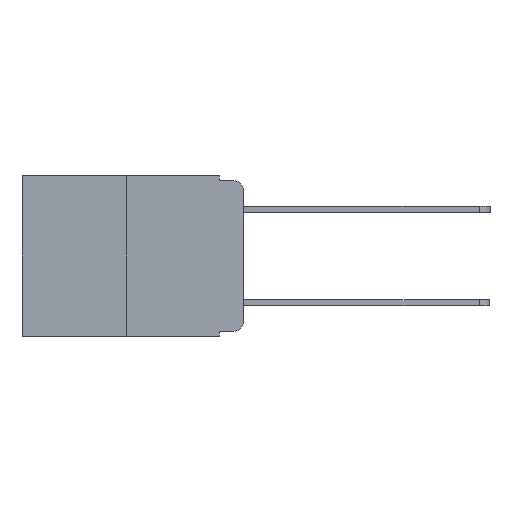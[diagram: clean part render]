
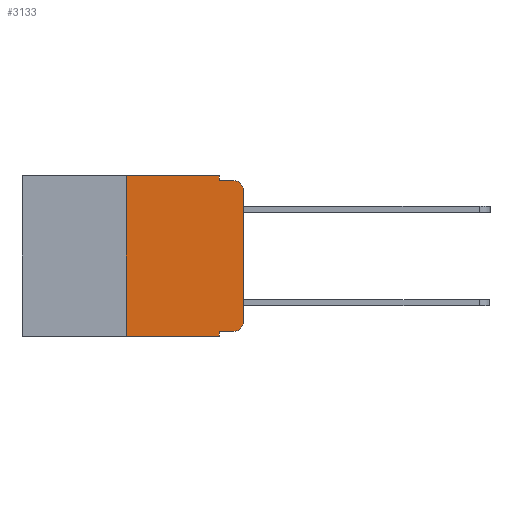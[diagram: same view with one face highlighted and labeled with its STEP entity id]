
A CAD part, left-side view. The second image highlights one B-rep face of the part: STEP entity #3133.
In plain terms, the highlighted planar face has unit normal (-1, 0, 0).
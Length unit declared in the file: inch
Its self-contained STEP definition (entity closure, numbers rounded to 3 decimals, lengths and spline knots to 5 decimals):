
#233 = EDGE_CURVE ( 'NONE', #2372, #1505, #11357, .T. ) ;
#1022 = EDGE_CURVE ( 'NONE', #3866, #8646, #6711, .T. ) ;
#1384 = VERTEX_POINT ( 'NONE', #3629 ) ;
#1432 = LINE ( 'NONE', #11833, #6792 ) ;
#1469 = VECTOR ( 'NONE', #11401, 39.37008 ) ;
#1505 = VERTEX_POINT ( 'NONE', #7970 ) ;
#2354 = AXIS2_PLACEMENT_3D ( 'NONE', #9177, #3359, #10108 ) ;
#2363 = DIRECTION ( 'NONE',  ( 0., 0., 1. ) ) ;
#2372 = VERTEX_POINT ( 'NONE', #6862 ) ;
#2590 = ORIENTED_EDGE ( 'NONE', *, *, #11870, .F. ) ;
#2915 = AXIS2_PLACEMENT_3D ( 'NONE', #11828, #6416, #12681 ) ;
#3133 = ADVANCED_FACE ( 'NONE', ( #9842 ), #4433, .F. ) ;
#3359 = DIRECTION ( 'NONE',  ( -1., 0., 0. ) ) ;
#3392 = CIRCLE ( 'NONE', #2354, 0.02 ) ;
#3629 = CARTESIAN_POINT ( 'NONE',  ( 0., 0., -0.313 ) ) ;
#3866 = VERTEX_POINT ( 'NONE', #7169 ) ;
#4183 = EDGE_CURVE ( 'NONE', #3866, #10758, #11713, .T. ) ;
#4219 = LINE ( 'NONE', #4898, #1469 ) ;
#4433 = PLANE ( 'NONE',  #2915 ) ;
#4473 = EDGE_LOOP ( 'NONE', ( #8066, #8350, #11326, #6797, #11610, #2590, #7932, #6943, #9977, #10270 ) ) ;
#4801 = LINE ( 'NONE', #9318, #9532 ) ;
#4898 = CARTESIAN_POINT ( 'NONE',  ( 0., 0.051, 0. ) ) ;
#5496 = CARTESIAN_POINT ( 'NONE',  ( 0., 0.473, -0.343 ) ) ;
#5533 = CARTESIAN_POINT ( 'NONE',  ( 0., 0.051, 0. ) ) ;
#5985 = CARTESIAN_POINT ( 'NONE',  ( 0., 0.051, -0.333 ) ) ;
#5987 = VERTEX_POINT ( 'NONE', #7149 ) ;
#6171 = EDGE_CURVE ( 'NONE', #10758, #1384, #3392, .T. ) ;
#6415 = CARTESIAN_POINT ( 'NONE',  ( 0., 0.473, 0. ) ) ;
#6416 = DIRECTION ( 'NONE',  ( 1., 0., 0. ) ) ;
#6418 = VECTOR ( 'NONE', #11085, 39.37008 ) ;
#6573 = VERTEX_POINT ( 'NONE', #12188 ) ;
#6711 = LINE ( 'NONE', #5533, #6418 ) ;
#6792 = VECTOR ( 'NONE', #12688, 39.37008 ) ;
#6797 = ORIENTED_EDGE ( 'NONE', *, *, #11286, .F. ) ;
#6807 = VERTEX_POINT ( 'NONE', #7896 ) ;
#6862 = CARTESIAN_POINT ( 'NONE',  ( 0., 0., -0.03 ) ) ;
#6943 = ORIENTED_EDGE ( 'NONE', *, *, #1022, .F. ) ;
#6967 = LINE ( 'NONE', #5496, #11506 ) ;
#7149 = CARTESIAN_POINT ( 'NONE',  ( 0., 0.25, -0.343 ) ) ;
#7169 = CARTESIAN_POINT ( 'NONE',  ( 0., 0.051, -0.333 ) ) ;
#7224 = DIRECTION ( 'NONE',  ( 0., -1., 0. ) ) ;
#7269 = VECTOR ( 'NONE', #7344, 39.37008 ) ;
#7344 = DIRECTION ( 'NONE',  ( 0., -1., 0. ) ) ;
#7896 = CARTESIAN_POINT ( 'NONE',  ( 0., 0.051, 0. ) ) ;
#7932 = ORIENTED_EDGE ( 'NONE', *, *, #10874, .T. ) ;
#7970 = CARTESIAN_POINT ( 'NONE',  ( 0., 0.02, -0.01 ) ) ;
#8066 = ORIENTED_EDGE ( 'NONE', *, *, #12454, .T. ) ;
#8100 = LINE ( 'NONE', #6415, #7269 ) ;
#8350 = ORIENTED_EDGE ( 'NONE', *, *, #233, .T. ) ;
#8646 = VERTEX_POINT ( 'NONE', #9107 ) ;
#8738 = DIRECTION ( 'NONE',  ( 0., -1., 0. ) ) ;
#8983 = VECTOR ( 'NONE', #7224, 39.37008 ) ;
#9057 = CARTESIAN_POINT ( 'NONE',  ( 0., 0.051, -0.01 ) ) ;
#9060 = VECTOR ( 'NONE', #8738, 39.37008 ) ;
#9107 = CARTESIAN_POINT ( 'NONE',  ( 0., 0.051, -0.343 ) ) ;
#9177 = CARTESIAN_POINT ( 'NONE',  ( 0., 0.02, -0.313 ) ) ;
#9318 = CARTESIAN_POINT ( 'NONE',  ( 0., 0.25, 0. ) ) ;
#9448 = DIRECTION ( 'NONE',  ( 0., 0., -1. ) ) ;
#9532 = VECTOR ( 'NONE', #2363, 39.37008 ) ;
#9656 = DIRECTION ( 'NONE',  ( -1., 0., 0. ) ) ;
#9675 = CARTESIAN_POINT ( 'NONE',  ( 0., 0.02, -0.03 ) ) ;
#9708 = CARTESIAN_POINT ( 'NONE',  ( 0., 0.051, -0.01 ) ) ;
#9842 = FACE_OUTER_BOUND ( 'NONE', #4473, .T. ) ;
#9977 = ORIENTED_EDGE ( 'NONE', *, *, #4183, .T. ) ;
#10108 = DIRECTION ( 'NONE',  ( 0., 0., -1. ) ) ;
#10270 = ORIENTED_EDGE ( 'NONE', *, *, #6171, .T. ) ;
#10498 = VERTEX_POINT ( 'NONE', #9708 ) ;
#10558 = LINE ( 'NONE', #9057, #8983 ) ;
#10729 = EDGE_CURVE ( 'NONE', #10498, #1505, #10558, .T. ) ;
#10758 = VERTEX_POINT ( 'NONE', #12610 ) ;
#10803 = EDGE_CURVE ( 'NONE', #6573, #6807, #8100, .T. ) ;
#10874 = EDGE_CURVE ( 'NONE', #5987, #8646, #6967, .T. ) ;
#11085 = DIRECTION ( 'NONE',  ( 0., 0., -1. ) ) ;
#11242 = AXIS2_PLACEMENT_3D ( 'NONE', #9675, #9656, #9448 ) ;
#11286 = EDGE_CURVE ( 'NONE', #6807, #10498, #4219, .T. ) ;
#11326 = ORIENTED_EDGE ( 'NONE', *, *, #10729, .F. ) ;
#11357 = CIRCLE ( 'NONE', #11242, 0.02 ) ;
#11401 = DIRECTION ( 'NONE',  ( 0., 0., -1. ) ) ;
#11506 = VECTOR ( 'NONE', #11896, 39.37008 ) ;
#11610 = ORIENTED_EDGE ( 'NONE', *, *, #10803, .F. ) ;
#11713 = LINE ( 'NONE', #5985, #9060 ) ;
#11828 = CARTESIAN_POINT ( 'NONE',  ( 0., 0.473, 0. ) ) ;
#11833 = CARTESIAN_POINT ( 'NONE',  ( 0., 0., 0. ) ) ;
#11870 = EDGE_CURVE ( 'NONE', #5987, #6573, #4801, .T. ) ;
#11896 = DIRECTION ( 'NONE',  ( 0., -1., 0. ) ) ;
#12188 = CARTESIAN_POINT ( 'NONE',  ( 0., 0.25, 0. ) ) ;
#12454 = EDGE_CURVE ( 'NONE', #1384, #2372, #1432, .T. ) ;
#12610 = CARTESIAN_POINT ( 'NONE',  ( 0., 0.02, -0.333 ) ) ;
#12681 = DIRECTION ( 'NONE',  ( 0., 0., -1. ) ) ;
#12688 = DIRECTION ( 'NONE',  ( 0., 0., 1. ) ) ;
